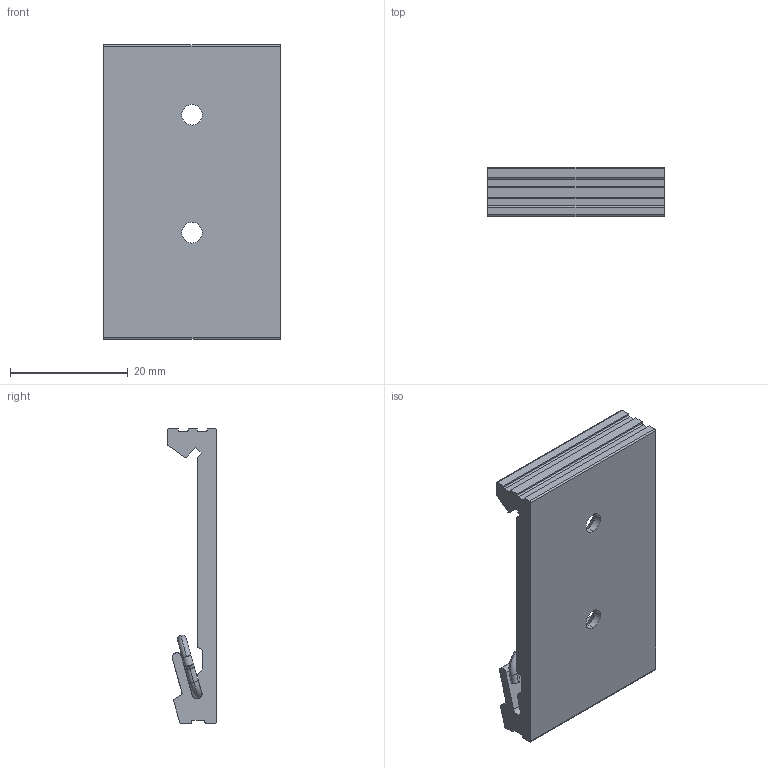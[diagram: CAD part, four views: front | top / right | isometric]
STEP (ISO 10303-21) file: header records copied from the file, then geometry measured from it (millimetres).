
FILE_DESCRIPTION (( 'STEP AP214' ), '1' );
FILE_NAME ('DIN-MNT30_3D.step', '2025-01-15T15:39:37', ( '' ), ( '' ), 'SwSTEP 2.0', 'SolidWorks 2022', '' );
FILE_SCHEMA (( 'AUTOMOTIVE_DESIGN' ));
Length unit declared in the file: millimetre
Products named in the file (4): 1AY06-082^DIN-MNT30; 1AY06-082^1AY06-082_DIN-MNT30_1AY06-082-MA1; 1AY06-082-MA2^1AY06-082_DIN-MNT30_1AY06-082-MA2; DIN-MNT30_3D
Assembly tree (3 placements, depth 3):
  DIN-MNT30_3D
    1AY06-082^DIN-MNT30
      1AY06-082^1AY06-082_DIN-MNT30_1AY06-082-MA1
      1AY06-082-MA2^1AY06-082_DIN-MNT30_1AY06-082-MA2
Bounding box: 30 x 8.3 x 50 mm (x, y, z)
Volume: 6046.4 mm3; surface area: 4929.2 mm2
Topology: 2 solids, 2 shells, 91 faces, 239 edges, 154 vertices
Faces by surface type: cylinder 38, plane 35, torus 12, cone 6
Entity records: 2977 total; most frequent: DIRECTION 543, CARTESIAN_POINT 491, ORIENTED_EDGE 478, EDGE_CURVE 239, AXIS2_PLACEMENT_3D 206, VERTEX_POINT 154, VECTOR 131, LINE 131
